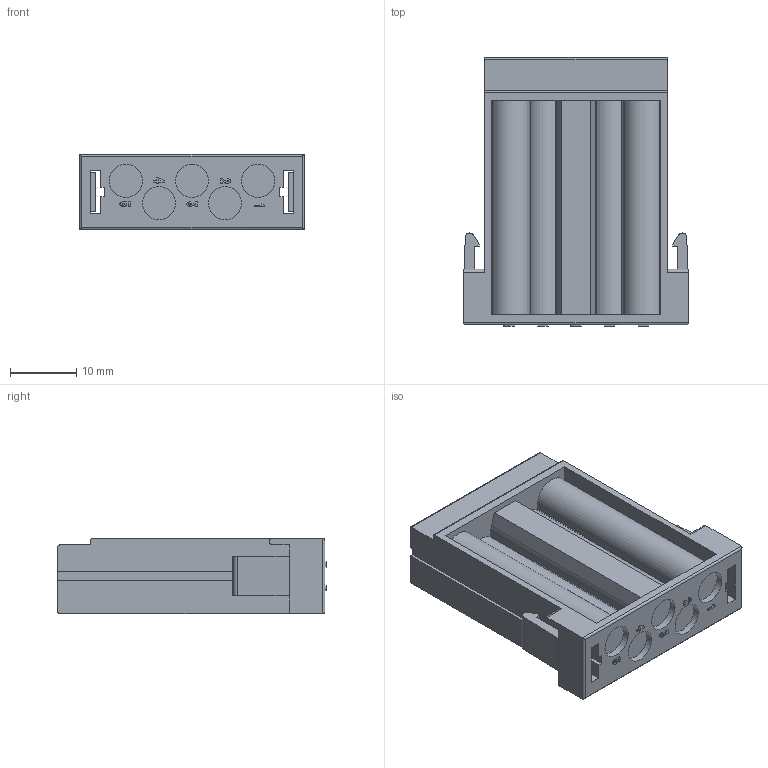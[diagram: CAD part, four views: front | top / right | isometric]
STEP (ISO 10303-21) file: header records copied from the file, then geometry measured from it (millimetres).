
FILE_DESCRIPTION(/* description */ (''),/* implementation_level */ '2;1');
FILE_NAME(/* name */ 'c146 b05 001 e8.stp',/* time_stamp */ '2019-01-03T14:09:19+01:00',/* author */ (''),/* organization */ (''),/* preprocessor_version */ 'ST-DEVELOPER v16',/* originating_system */ 'SIEMENS PLM Software NX 11.0',/* authorisation */ '');
FILE_SCHEMA (('AUTOMOTIVE_DESIGN { 1 0 10303 214 3 1 1 1 }'));
Length unit declared in the file: millimetre
Products named in the file (1): c146 b05 001 e8nxm001-05
Bounding box: 34 x 40.6 x 11.4 mm (x, y, z)
Volume: 7597 mm3; surface area: 6807.2 mm2
Topology: 1 solids, 1 shells, 245 faces, 654 edges, 435 vertices
Faces by surface type: plane 183, cylinder 48, extrusion 14
Full cylindrical faces by diameter (mm): 4.2 x5, 5 x5, 6.5 x2
Entity records: 9219 total; most frequent: CARTESIAN_POINT 1401, ORIENTED_EDGE 1274, DIRECTION 1227, EDGE_CURVE 637, VECTOR 531, LINE 517, VERTEX_POINT 430, AXIS2_PLACEMENT_3D 348
